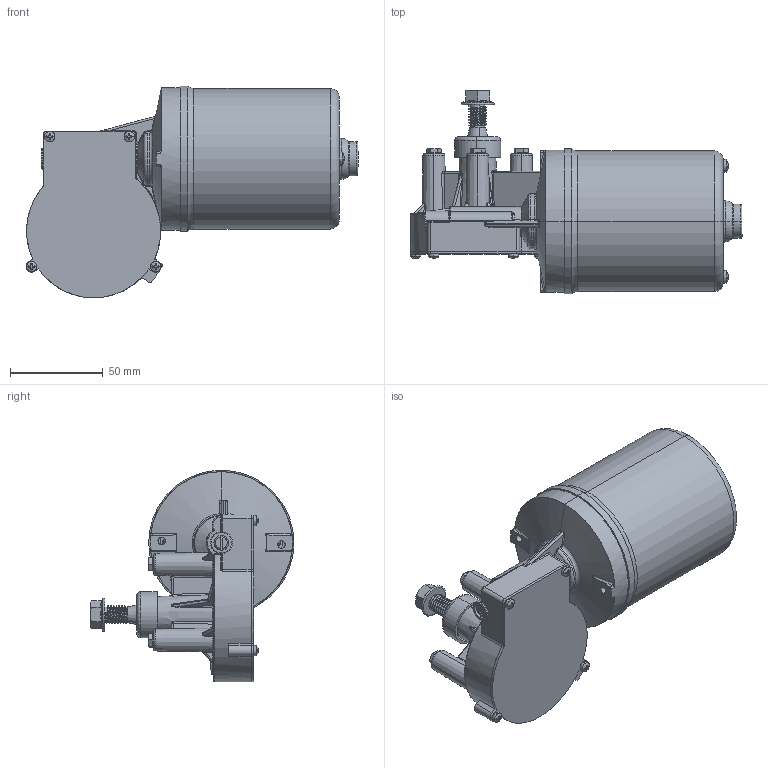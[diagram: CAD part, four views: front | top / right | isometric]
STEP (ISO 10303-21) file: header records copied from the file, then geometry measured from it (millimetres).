
FILE_DESCRIPTION (( 'STEP AP214' ), '1' );
FILE_NAME ('Supertrans.STEP', '2023-12-13T19:34:22', ( '' ), ( '' ), 'SwSTEP 2.0', 'SolidWorks 2021', '' );
FILE_SCHEMA (( 'AUTOMOTIVE_DESIGN' ));
Length unit declared in the file: millimetre
Products named in the file (15): Supertrans_Tapa; sheet metal screws_dinSupertrans2_Tapping screw DIN 7049-ST3.5x9.5-C-H-N; Goma; sheet metal screws_dinSupertrans_Tapping screw DIN 7049-ST2.9x6.5-C-H-N; hex bolt gradeab_dinSupertrans_DIN EN 24014 - M4 x 25 x 14-N; hex flange nut_dinSupertrans_Hexagon Flange Nut DIN 6923 - M8 - N; Buje; Trasero; Supertrans; BujeTrasero; Perno; Eje; slotted headless screw_dinSupertrans_DIN 427 M8 x 16 --- 9.6N; Supertrans_Carcaza
Assembly tree (20 placements, depth 2):
  Supertrans
    Supertrans
    Supertrans_Carcaza
    Supertrans_Tapa
    sheet metal screws_dinSupertrans_Tapping screw DIN 7049-ST2.9x6.5-C-H-N  x4
    hex bolt gradeab_dinSupertrans_DIN EN 24014 - M4 x 25 x 14-N  x3
    slotted headless screw_dinSupertrans_DIN 427 M8 x 16 --- 9.6N
    Buje
    Perno
    Trasero
    BujeTrasero
    Eje
    Goma
    hex flange nut_dinSupertrans_Hexagon Flange Nut DIN 6923 - M8 - N
    sheet metal screws_dinSupertrans2_Tapping screw DIN 7049-ST3.5x9.5-C-H-N  x2
Bounding box: 179.46 x 110.19 x 114.41 mm (x, y, z)
Volume: 154565.6 mm3; surface area: 127604 mm2
Topology: 21 solids, 21 shells, 1026 faces, 2483 edges, 1477 vertices
Faces by surface type: plane 321, cylinder 274, bspline 205, torus 115, cone 70, sphere 41
Entity records: 32151 total; most frequent: CARTESIAN_POINT 13247, ORIENTED_EDGE 4006, DIRECTION 3682, EDGE_CURVE 2003, AXIS2_PLACEMENT_3D 1570, VERTEX_POINT 1196, CIRCLE 905, EDGE_LOOP 899
